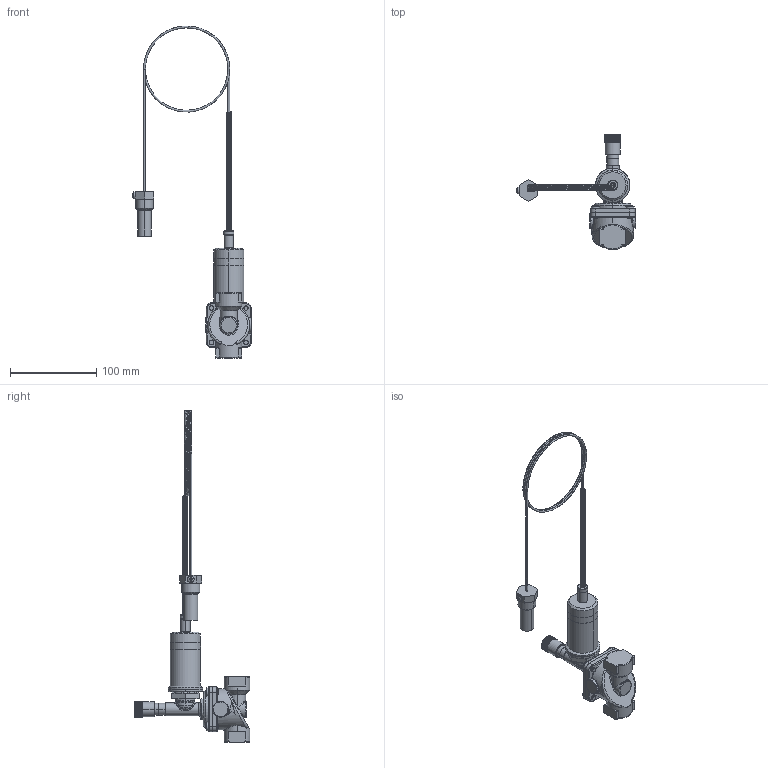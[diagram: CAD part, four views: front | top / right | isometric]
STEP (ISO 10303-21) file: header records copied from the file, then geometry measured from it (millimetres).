
FILE_DESCRIPTION (( 'STEP AP203' ), '1' );
FILE_NAME ('006.0150.000_BIM_defeature.STEP', '2023-03-14T10:21:34', ( '' ), ( '' ), 'SwSTEP 2.0', 'SolidWorks 2021', '' );
FILE_SCHEMA (( 'CONFIG_CONTROL_DESIGN' ));
Products named in the file (1): 006.0150.000_BIM_defeature
Bounding box: 138.32 x 134.6 x 385.5 mm (x, y, z)
Volume: 224585.5 mm3; surface area: 51662.5 mm2
Topology: 1 solids, 1 shells, 2695 faces, 7779 edges, 5097 vertices
Faces by surface type: plane 1803, cylinder 680, cone 67, torus 62, bspline 61, sphere 22
Entity records: 127430 total; most frequent: CARTESIAN_POINT 63991, ORIENTED_EDGE 15530, DIRECTION 10941, EDGE_CURVE 7765, VERTEX_POINT 5097, LINE 4023, VECTOR 4023, AXIS2_PLACEMENT_3D 3459
